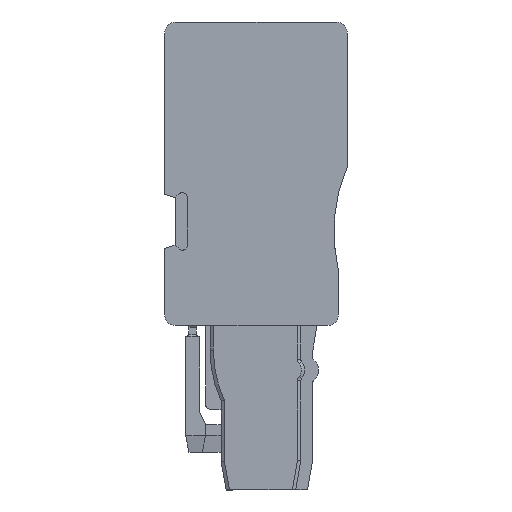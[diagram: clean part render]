
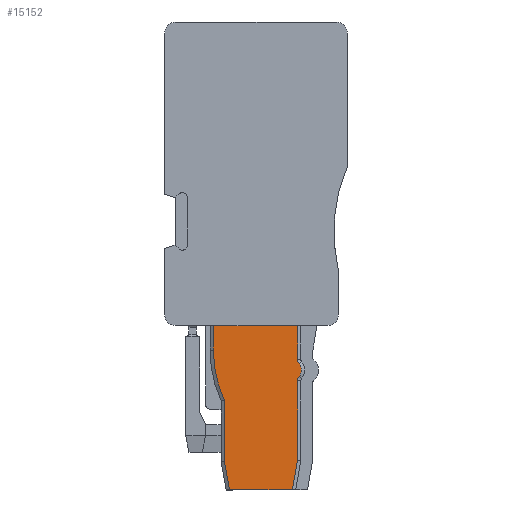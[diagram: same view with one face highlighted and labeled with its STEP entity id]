
A CAD part, left-side view. The second image highlights one B-rep face of the part: STEP entity #15152.
In plain terms, the highlighted planar face has unit normal (-1, 0, 0).
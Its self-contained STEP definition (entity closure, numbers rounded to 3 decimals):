
#15068=AXIS2_PLACEMENT_3D('Plane Axis2P3D',#15065,#15066,#15067) ;
#15081=AXIS2_PLACEMENT_3D('Circle Axis2P3D',#15079,#15080,$) ;
#15088=AXIS2_PLACEMENT_3D('Circle Axis2P3D',#15086,#15087,$) ;
#15095=AXIS2_PLACEMENT_3D('Circle Axis2P3D',#15093,#15094,$) ;
#15107=AXIS2_PLACEMENT_3D('Circle Axis2P3D',#15105,#15106,$) ;
#7415=CARTESIAN_POINT('Vertex',(0.7,12.1,14.85)) ;
#7418=CARTESIAN_POINT('Line Origine',(0.7,8.3,14.85)) ;
#7422=CARTESIAN_POINT('Vertex',(0.7,4.5,14.85)) ;
#15049=CARTESIAN_POINT('Vertex',(0.7,12.1,12.633)) ;
#15052=CARTESIAN_POINT('Line Origine',(0.7,12.1,13.741)) ;
#15065=CARTESIAN_POINT('Axis2P3D Location',(0.7,7.5,14.85)) ;
#15070=CARTESIAN_POINT('Line Origine',(0.7,4.5,6.266)) ;
#15074=CARTESIAN_POINT('Vertex',(0.7,4.5,2.67)) ;
#15076=CARTESIAN_POINT('Vertex',(0.7,4.5,9.862)) ;
#15079=CARTESIAN_POINT('Axis2P3D Location',(0.7,3.9,9.862)) ;
#15083=CARTESIAN_POINT('Vertex',(0.7,4.36,10.247)) ;
#15086=CARTESIAN_POINT('Axis2P3D Location',(0.7,5.05,10.825)) ;
#15090=CARTESIAN_POINT('Vertex',(0.7,4.36,11.403)) ;
#15093=CARTESIAN_POINT('Axis2P3D Location',(0.7,3.9,11.788)) ;
#15097=CARTESIAN_POINT('Vertex',(0.7,4.5,11.788)) ;
#15100=CARTESIAN_POINT('Line Origine',(0.7,4.5,13.319)) ;
#15105=CARTESIAN_POINT('Axis2P3D Location',(0.7,1.4,12.633)) ;
#15109=CARTESIAN_POINT('Vertex',(0.7,11.1,8.116)) ;
#15112=CARTESIAN_POINT('Line Origine',(0.7,11.1,5.347)) ;
#15116=CARTESIAN_POINT('Vertex',(0.7,11.1,2.578)) ;
#15119=CARTESIAN_POINT('Line Origine',(0.7,10.873,1.289)) ;
#15123=CARTESIAN_POINT('Vertex',(0.7,10.645,0.)) ;
#15126=CARTESIAN_POINT('Line Origine',(0.7,7.808,0.)) ;
#15130=CARTESIAN_POINT('Vertex',(0.7,4.971,0.)) ;
#15133=CARTESIAN_POINT('Line Origine',(0.7,4.735,1.335)) ;
#7419=DIRECTION('Vector Direction',(0.,1.,0.)) ;
#15053=DIRECTION('Vector Direction',(0.,0.,-1.)) ;
#15066=DIRECTION('Axis2P3D Direction',(1.,0.,0.)) ;
#15067=DIRECTION('Axis2P3D XDirection',(0.,1.,0.)) ;
#15071=DIRECTION('Vector Direction',(0.,0.,1.)) ;
#15080=DIRECTION('Axis2P3D Direction',(1.,0.,0.)) ;
#15087=DIRECTION('Axis2P3D Direction',(1.,0.,0.)) ;
#15094=DIRECTION('Axis2P3D Direction',(1.,0.,0.)) ;
#15101=DIRECTION('Vector Direction',(0.,0.,1.)) ;
#15106=DIRECTION('Axis2P3D Direction',(1.,0.,0.)) ;
#15113=DIRECTION('Vector Direction',(0.,0.,1.)) ;
#15120=DIRECTION('Vector Direction',(0.,-0.174,-0.985)) ;
#15127=DIRECTION('Vector Direction',(0.,1.,0.)) ;
#15134=DIRECTION('Vector Direction',(0.,-0.174,0.985)) ;
#7420=VECTOR('Line Direction',#7419,1.) ;
#15054=VECTOR('Line Direction',#15053,1.) ;
#15072=VECTOR('Line Direction',#15071,1.) ;
#15102=VECTOR('Line Direction',#15101,1.) ;
#15114=VECTOR('Line Direction',#15113,1.) ;
#15121=VECTOR('Line Direction',#15120,1.) ;
#15128=VECTOR('Line Direction',#15127,1.) ;
#15135=VECTOR('Line Direction',#15134,1.) ;
#15139=ORIENTED_EDGE('',*,*,#15078,.T.) ;
#15140=ORIENTED_EDGE('',*,*,#15085,.F.) ;
#15141=ORIENTED_EDGE('',*,*,#15092,.F.) ;
#15142=ORIENTED_EDGE('',*,*,#15099,.F.) ;
#15143=ORIENTED_EDGE('',*,*,#15104,.T.) ;
#15144=ORIENTED_EDGE('',*,*,#7424,.F.) ;
#15145=ORIENTED_EDGE('',*,*,#15056,.T.) ;
#15146=ORIENTED_EDGE('',*,*,#15111,.T.) ;
#15147=ORIENTED_EDGE('',*,*,#15118,.T.) ;
#15148=ORIENTED_EDGE('',*,*,#15125,.F.) ;
#15149=ORIENTED_EDGE('',*,*,#15132,.F.) ;
#15150=ORIENTED_EDGE('',*,*,#15137,.F.) ;
#15152=ADVANCED_FACE('APG_2-5_BG',(#15151),#15069,.F.) ;
#15082=CIRCLE('generated circle',#15081,0.6) ;
#15089=CIRCLE('generated circle',#15088,0.9) ;
#15096=CIRCLE('generated circle',#15095,0.6) ;
#15108=CIRCLE('generated circle',#15107,10.7) ;
#7424=EDGE_CURVE('',#7416,#7423,#7421,.F.) ;
#15056=EDGE_CURVE('',#7416,#15050,#15055,.T.) ;
#15078=EDGE_CURVE('',#15075,#15077,#15073,.T.) ;
#15085=EDGE_CURVE('',#15084,#15077,#15082,.F.) ;
#15092=EDGE_CURVE('',#15091,#15084,#15089,.T.) ;
#15099=EDGE_CURVE('',#15098,#15091,#15096,.F.) ;
#15104=EDGE_CURVE('',#15098,#7423,#15103,.T.) ;
#15111=EDGE_CURVE('',#15050,#15110,#15108,.F.) ;
#15118=EDGE_CURVE('',#15110,#15117,#15115,.F.) ;
#15125=EDGE_CURVE('',#15124,#15117,#15122,.F.) ;
#15132=EDGE_CURVE('',#15131,#15124,#15129,.T.) ;
#15137=EDGE_CURVE('',#15075,#15131,#15136,.F.) ;
#15138=EDGE_LOOP('',(#15139,#15140,#15141,#15142,#15143,#15144,#15145,#15146,#15147,#15148,#15149,#15150)) ;
#15151=FACE_OUTER_BOUND('',#15138,.T.) ;
#7421=LINE('Line',#7418,#7420) ;
#15055=LINE('Line',#15052,#15054) ;
#15073=LINE('Line',#15070,#15072) ;
#15103=LINE('Line',#15100,#15102) ;
#15115=LINE('Line',#15112,#15114) ;
#15122=LINE('Line',#15119,#15121) ;
#15129=LINE('Line',#15126,#15128) ;
#15136=LINE('Line',#15133,#15135) ;
#15069=PLANE('',#15068) ;
#7416=VERTEX_POINT('',#7415) ;
#7423=VERTEX_POINT('',#7422) ;
#15050=VERTEX_POINT('',#15049) ;
#15075=VERTEX_POINT('',#15074) ;
#15077=VERTEX_POINT('',#15076) ;
#15084=VERTEX_POINT('',#15083) ;
#15091=VERTEX_POINT('',#15090) ;
#15098=VERTEX_POINT('',#15097) ;
#15110=VERTEX_POINT('',#15109) ;
#15117=VERTEX_POINT('',#15116) ;
#15124=VERTEX_POINT('',#15123) ;
#15131=VERTEX_POINT('',#15130) ;
